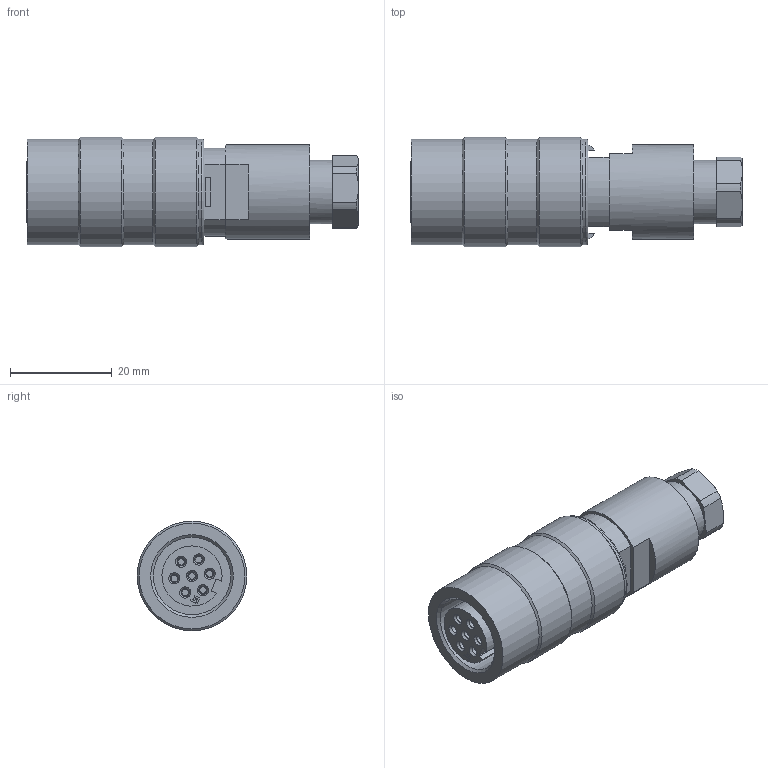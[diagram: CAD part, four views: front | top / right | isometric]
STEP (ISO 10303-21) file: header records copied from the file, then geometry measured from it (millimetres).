
FILE_DESCRIPTION(/* description */ (''),/* implementation_level */ '2;1');
FILE_NAME(/* name */ '09_0126_25_07_001_00.stp',/* time_stamp */ '2012-05-16T16:31:24+02:00',/* author */ (''),/* organization */ (''),/* preprocessor_version */ 'ST-DEVELOPER v11',/* originating_system */ 'SIEMENS UGS NX 6.0',/* authorisation */ '');
FILE_SCHEMA (('CONFIG_CONTROL_DESIGN'));
Length unit declared in the file: millimetre
Products named in the file (1): kborEBB23s87
Bounding box: 65.1 x 21.5 x 21.5 mm (x, y, z)
Volume: 17977.5 mm3; surface area: 5661.1 mm2
Topology: 1 solids, 1 shells, 269 faces, 675 edges, 447 vertices
Faces by surface type: plane 112, cylinder 82, cone 46, torus 29
Full cylindrical faces by diameter (mm): 1.6 x7, 12.5 x1, 15.188 x1, 18.5 x1, 20.7 x3, 21.5 x2
Entity records: 8386 total; most frequent: CARTESIAN_POINT 2384, ORIENTED_EDGE 1240, DIRECTION 1134, EDGE_CURVE 620, AXIS2_PLACEMENT_3D 484, VERTEX_POINT 426, EDGE_LOOP 342, ADVANCED_FACE 269
